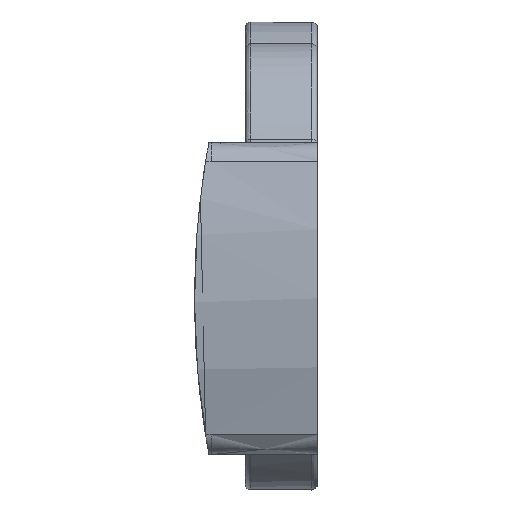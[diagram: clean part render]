
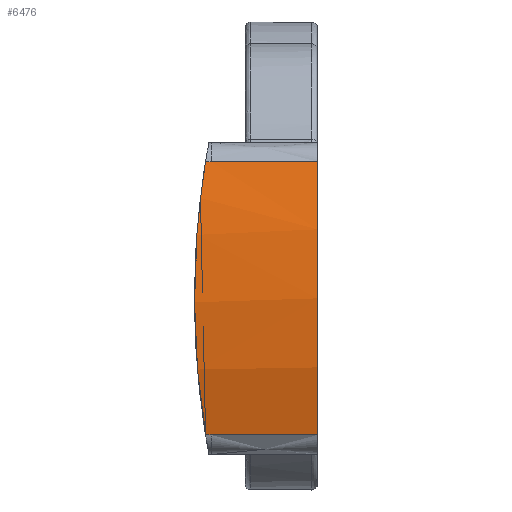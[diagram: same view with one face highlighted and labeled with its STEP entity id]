
A CAD part, left-side view. The second image highlights one B-rep face of the part: STEP entity #6476.
In plain terms, the highlighted cylindrical face has radius 83.5 mm (diameter 167 mm), a partial arc.
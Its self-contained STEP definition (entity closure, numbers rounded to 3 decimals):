
#257 = CARTESIAN_POINT ( 'NONE',  ( 3.678, 1.017, -24.508 ) ) ;
#407 = FACE_OUTER_BOUND ( 'NONE', #11138, .T. ) ;
#756 = CARTESIAN_POINT ( 'NONE',  ( 3.682, -15.892, -24.521 ) ) ;
#833 = DIRECTION ( 'NONE',  ( 0., 0., 1. ) ) ;
#1186 = ORIENTED_EDGE ( 'NONE', *, *, #3954, .T. ) ;
#1429 = CARTESIAN_POINT ( 'NONE',  ( 3.678, 0., 24.508 ) ) ;
#1791 = CARTESIAN_POINT ( 'NONE',  ( 3.678, -19.07, -24.508 ) ) ;
#1795 = VERTEX_POINT ( 'NONE', #7935 ) ;
#2043 = DIRECTION ( 'NONE',  ( 0., -1., 0. ) ) ;
#2498 = CARTESIAN_POINT ( 'NONE',  ( 3.678, 1.017, 24.508 ) ) ;
#2737 = EDGE_CURVE ( 'NONE', #2901, #13832, #13928, .T. ) ;
#2901 = VERTEX_POINT ( 'NONE', #14037 ) ;
#3162 = EDGE_CURVE ( 'NONE', #3255, #3705, #3229, .T. ) ;
#3229 = LINE ( 'NONE', #6726, #4065 ) ;
#3255 = VERTEX_POINT ( 'NONE', #2498 ) ;
#3288 = DIRECTION ( 'NONE',  ( 0., 1., 0. ) ) ;
#3348 = VECTOR ( 'NONE', #2043, 1000. ) ;
#3705 = VERTEX_POINT ( 'NONE', #14402 ) ;
#3775 = CARTESIAN_POINT ( 'NONE',  ( 0., 3., 4.208 ) ) ;
#3928 = CYLINDRICAL_SURFACE ( 'NONE', #8711, 83.5 ) ;
#3954 = EDGE_CURVE ( 'NONE', #13666, #3705, #9183, .T. ) ;
#4065 = VECTOR ( 'NONE', #13446, 1000. ) ;
#4580 = CARTESIAN_POINT ( 'NONE',  ( 0.623, 2.659, -10.388 ) ) ;
#4653 = CARTESIAN_POINT ( 'NONE',  ( 0., 3., -2.096 ) ) ;
#4730 = CARTESIAN_POINT ( 'NONE',  ( 0.079, 2.957, -4.185 ) ) ;
#4880 = ORIENTED_EDGE ( 'NONE', *, *, #7196, .T. ) ;
#5434 = CARTESIAN_POINT ( 'NONE',  ( 3.674, -3.178, -24.495 ) ) ;
#5892 = CARTESIAN_POINT ( 'NONE',  ( 2.46, 1.663, 20.541 ) ) ;
#5962 = CARTESIAN_POINT ( 'NONE',  ( 3.679, -12.713, 24.513 ) ) ;
#6052 = ORIENTED_EDGE ( 'NONE', *, *, #2737, .T. ) ;
#6463 = CARTESIAN_POINT ( 'NONE',  ( 83.5, -30.963, 0. ) ) ;
#6476 = ADVANCED_FACE ( 'NONE', ( #407 ), #3928, .T. ) ;
#6726 = CARTESIAN_POINT ( 'NONE',  ( 3.678, 10., 24.508 ) ) ;
#7196 = EDGE_CURVE ( 'NONE', #1795, #2901, #9928, .T. ) ;
#7311 = CIRCLE ( 'NONE', #9169, 83.5 ) ;
#7724 = CARTESIAN_POINT ( 'NONE',  ( 3.678, -19.07, -24.508 ) ) ;
#7919 = ORIENTED_EDGE ( 'NONE', *, *, #3162, .F. ) ;
#7935 = CARTESIAN_POINT ( 'NONE',  ( 3.678, 1.017, -24.508 ) ) ;
#8082 = CARTESIAN_POINT ( 'NONE',  ( 0.316, 2.826, 8.35 ) ) ;
#8711 = AXIS2_PLACEMENT_3D ( 'NONE', #6463, #9747, #833 ) ;
#8759 = CARTESIAN_POINT ( 'NONE',  ( 83.5, -19.07, 0. ) ) ;
#9169 = AXIS2_PLACEMENT_3D ( 'NONE', #8759, #3288, #9931 ) ;
#9183 = B_SPLINE_CURVE_WITH_KNOTS ( 'NONE', 3,
 ( #12753, #11438, #5962, #10192, #12537, #1429 ),
 .UNSPECIFIED., .F., .F.,
 ( 4, 2, 4 ),
 ( 0., 0.01, 0.019 ),
 .UNSPECIFIED. ) ;
#9208 = ORIENTED_EDGE ( 'NONE', *, *, #9253, .T. ) ;
#9253 = EDGE_CURVE ( 'NONE', #13832, #13666, #7311, .T. ) ;
#9600 = CARTESIAN_POINT ( 'NONE',  ( 3.675, -6.357, -24.499 ) ) ;
#9747 = DIRECTION ( 'NONE',  ( 0., 1., 0. ) ) ;
#9928 = LINE ( 'NONE', #11167, #3348 ) ;
#9931 = DIRECTION ( 'NONE',  ( 0., 0., -1. ) ) ;
#10192 = CARTESIAN_POINT ( 'NONE',  ( 3.675, -6.357, 24.499 ) ) ;
#10264 = CARTESIAN_POINT ( 'NONE',  ( 1.545, 2.158, -16.515 ) ) ;
#10341 = CARTESIAN_POINT ( 'NONE',  ( 2.46, 1.663, -20.541 ) ) ;
#10665 = CARTESIAN_POINT ( 'NONE',  ( 3.678, -19.07, 24.508 ) ) ;
#10766 = CARTESIAN_POINT ( 'NONE',  ( 3.678, 0., -24.508 ) ) ;
#11138 = EDGE_LOOP ( 'NONE', ( #14457, #4880, #6052, #9208, #1186, #7919 ) ) ;
#11167 = CARTESIAN_POINT ( 'NONE',  ( 3.678, 10., -24.508 ) ) ;
#11301 = CARTESIAN_POINT ( 'NONE',  ( 1.546, 2.158, 16.516 ) ) ;
#11438 = CARTESIAN_POINT ( 'NONE',  ( 3.682, -15.892, 24.521 ) ) ;
#11512 = CARTESIAN_POINT ( 'NONE',  ( 3.678, 1.017, 24.508 ) ) ;
#11792 = CARTESIAN_POINT ( 'NONE',  ( 3.679, -12.713, -24.513 ) ) ;
#12537 = CARTESIAN_POINT ( 'NONE',  ( 3.674, -3.178, 24.495 ) ) ;
#12753 = CARTESIAN_POINT ( 'NONE',  ( 3.678, -19.07, 24.508 ) ) ;
#13168 = EDGE_CURVE ( 'NONE', #1795, #3255, #13663, .T. ) ;
#13446 = DIRECTION ( 'NONE',  ( 0., -1., 0. ) ) ;
#13663 = B_SPLINE_CURVE_WITH_KNOTS ( 'NONE', 3,
 ( #257, #10341, #10264, #4580, #13771, #4730, #4653, #3775, #8082, #11301, #5892, #11512 ),
 .UNSPECIFIED., .F., .F.,
 ( 4, 2, 2, 2, 2, 4 ),
 ( 0., 0.013, 0.019, 0.025, 0.038, 0.05 ),
 .UNSPECIFIED. ) ;
#13666 = VERTEX_POINT ( 'NONE', #10665 ) ;
#13771 = CARTESIAN_POINT ( 'NONE',  ( 0.391, 2.786, -8.33 ) ) ;
#13832 = VERTEX_POINT ( 'NONE', #7724 ) ;
#13928 = B_SPLINE_CURVE_WITH_KNOTS ( 'NONE', 3,
 ( #10766, #5434, #9600, #11792, #756, #1791 ),
 .UNSPECIFIED., .F., .F.,
 ( 4, 2, 4 ),
 ( 0., 0.01, 0.019 ),
 .UNSPECIFIED. ) ;
#14037 = CARTESIAN_POINT ( 'NONE',  ( 3.678, 0., -24.508 ) ) ;
#14402 = CARTESIAN_POINT ( 'NONE',  ( 3.678, 0., 24.508 ) ) ;
#14457 = ORIENTED_EDGE ( 'NONE', *, *, #13168, .F. ) ;
